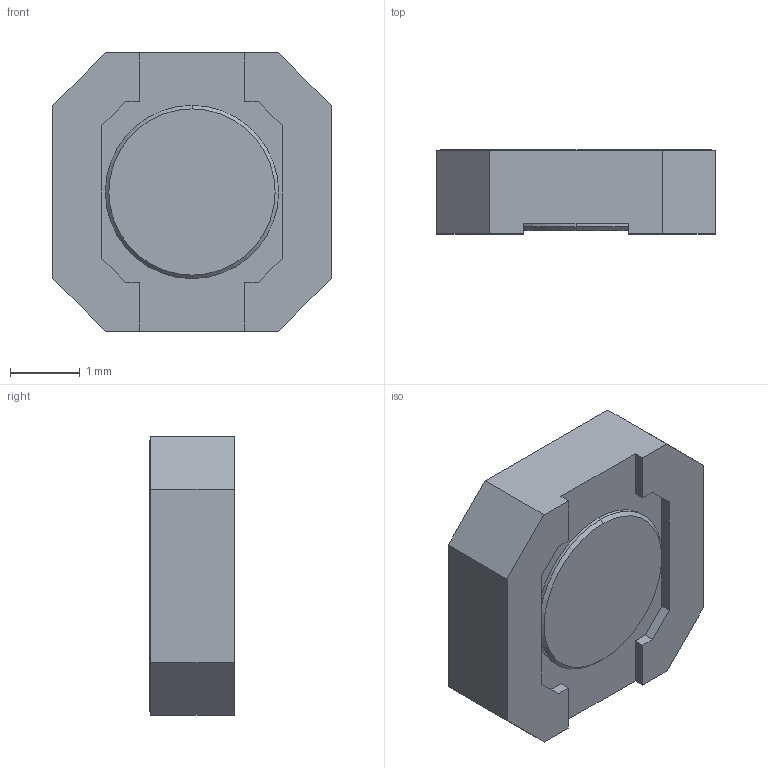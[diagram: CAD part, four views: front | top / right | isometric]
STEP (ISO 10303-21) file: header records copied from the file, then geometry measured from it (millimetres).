
FILE_DESCRIPTION (( 'STEP AP214' ), '1' );
FILE_NAME ('LPS4012-103MRC.STEP', '2024-04-21T05:59:30', ( '' ), ( '' ), 'SwSTEP 2.0', 'SolidWorks 2024', '' );
FILE_SCHEMA (( 'AUTOMOTIVE_DESIGN' ));
Length unit declared in the file: millimetre
Products named in the file (1): LPS4012-103MRC
Bounding box: 3.98 x 1.2 x 3.98 mm (x, y, z)
Volume: 16.9 mm3; surface area: 48 mm2
Topology: 1 solids, 1 shells, 40 faces, 106 edges, 70 vertices
Faces by surface type: plane 36, cone 2, cylinder 2
Entity records: 1595 total; most frequent: CARTESIAN_POINT 217, ORIENTED_EDGE 212, DIRECTION 194, EDGE_CURVE 106, LINE 100, VECTOR 100, VERTEX_POINT 70, AXIS2_PLACEMENT_3D 47
